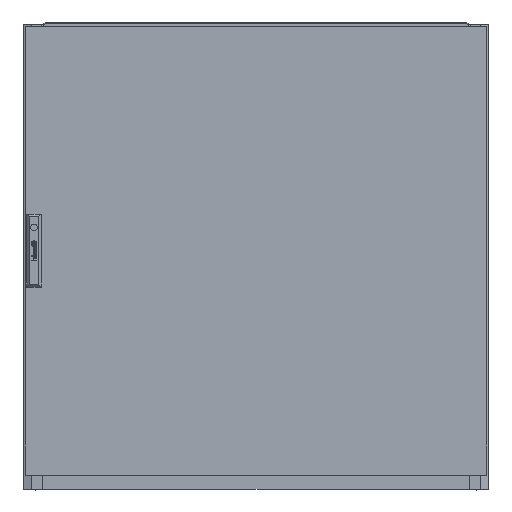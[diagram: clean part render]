
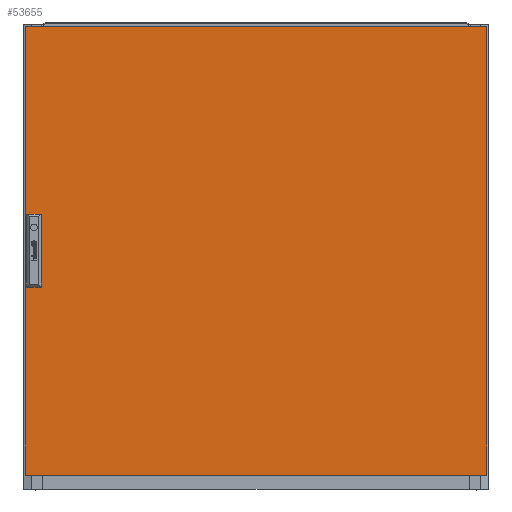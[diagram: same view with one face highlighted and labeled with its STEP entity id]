
A CAD part, top view. The second image highlights one B-rep face of the part: STEP entity #53655.
In plain terms, the highlighted planar face has unit normal (0, 0, 1).
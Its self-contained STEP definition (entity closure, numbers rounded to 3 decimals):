
#757 = FACE_OUTER_BOUND ( 'NONE', #2572, .T. ) ;
#2572 = EDGE_LOOP ( 'NONE', ( #4242, #101950, #3141, #96508 ) ) ;
#3141 = ORIENTED_EDGE ( 'NONE', *, *, #27123, .T. ) ;
#3992 = VECTOR ( 'NONE', #47439, 1000. ) ;
#4242 = ORIENTED_EDGE ( 'NONE', *, *, #68196, .T. ) ;
#5079 = VECTOR ( 'NONE', #65426, 1000. ) ;
#5431 = VECTOR ( 'NONE', #55032, 1000. ) ;
#5782 = CARTESIAN_POINT ( 'NONE',  ( 497., 483.5, 0. ) ) ;
#7486 = CARTESIAN_POINT ( 'NONE',  ( -463., 78.5, 0. ) ) ;
#7752 = CARTESIAN_POINT ( 'NONE',  ( 497., -483.5, 0. ) ) ;
#9700 = PLANE ( 'NONE',  #57428 ) ;
#10400 = CARTESIAN_POINT ( 'NONE',  ( -463., -78.5, 0. ) ) ;
#10402 = CARTESIAN_POINT ( 'NONE',  ( -493.4, 78.5, 0. ) ) ;
#10695 = ORIENTED_EDGE ( 'NONE', *, *, #88292, .F. ) ;
#17336 = ORIENTED_EDGE ( 'NONE', *, *, #52604, .F. ) ;
#18898 = DIRECTION ( 'NONE',  ( 1., 0., 0. ) ) ;
#19248 = CARTESIAN_POINT ( 'NONE',  ( -493.4, -78.5, 0. ) ) ;
#20728 = DIRECTION ( 'NONE',  ( 1., 0., 0. ) ) ;
#22339 = LINE ( 'NONE', #27258, #86918 ) ;
#23761 = LINE ( 'NONE', #106390, #3992 ) ;
#26664 = DIRECTION ( 'NONE',  ( 1., 0., 0. ) ) ;
#26675 = CARTESIAN_POINT ( 'NONE',  ( -497., -483.5, 0. ) ) ;
#27123 = EDGE_CURVE ( 'NONE', #75401, #72122, #58102, .T. ) ;
#27258 = CARTESIAN_POINT ( 'NONE',  ( -493.4, -78.5, 0. ) ) ;
#27492 = CARTESIAN_POINT ( 'NONE',  ( 497., 483.5, 0. ) ) ;
#27690 = VERTEX_POINT ( 'NONE', #7486 ) ;
#27822 = LINE ( 'NONE', #29273, #5431 ) ;
#29273 = CARTESIAN_POINT ( 'NONE',  ( -463., 0., 0. ) ) ;
#31946 = VERTEX_POINT ( 'NONE', #7752 ) ;
#32303 = LINE ( 'NONE', #49282, #69252 ) ;
#32858 = LINE ( 'NONE', #10402, #102734 ) ;
#38009 = EDGE_CURVE ( 'NONE', #61557, #75401, #32303, .T. ) ;
#44632 = EDGE_CURVE ( 'NONE', #72122, #31946, #73659, .T. ) ;
#47439 = DIRECTION ( 'NONE',  ( 0., -1., 0. ) ) ;
#48820 = DIRECTION ( 'NONE',  ( 0., -1., 0. ) ) ;
#49282 = CARTESIAN_POINT ( 'NONE',  ( -497., 483.5, 0. ) ) ;
#51237 = VECTOR ( 'NONE', #20728, 1000. ) ;
#51863 = EDGE_CURVE ( 'NONE', #27690, #60458, #27822, .T. ) ;
#52604 = EDGE_CURVE ( 'NONE', #104006, #60458, #22339, .T. ) ;
#53340 = DIRECTION ( 'NONE',  ( 1., 0., 0. ) ) ;
#53655 = ADVANCED_FACE ( 'NONE', ( #87652, #757 ), #9700, .T. ) ;
#54193 = CARTESIAN_POINT ( 'NONE',  ( -497., -483.5, 0. ) ) ;
#55032 = DIRECTION ( 'NONE',  ( 0., -1., 0. ) ) ;
#57428 = AXIS2_PLACEMENT_3D ( 'NONE', #85198, #77081, #26664 ) ;
#57787 = DIRECTION ( 'NONE',  ( -1., 0., 0. ) ) ;
#58102 = LINE ( 'NONE', #108132, #102911 ) ;
#60458 = VERTEX_POINT ( 'NONE', #10400 ) ;
#61557 = VERTEX_POINT ( 'NONE', #27492 ) ;
#65426 = DIRECTION ( 'NONE',  ( 0., 1., 0. ) ) ;
#68196 = EDGE_CURVE ( 'NONE', #31946, #61557, #94633, .T. ) ;
#69252 = VECTOR ( 'NONE', #57787, 1000. ) ;
#72122 = VERTEX_POINT ( 'NONE', #26675 ) ;
#73659 = LINE ( 'NONE', #54193, #51237 ) ;
#75401 = VERTEX_POINT ( 'NONE', #87619 ) ;
#77081 = DIRECTION ( 'NONE',  ( 0., 0., 1. ) ) ;
#80779 = EDGE_LOOP ( 'NONE', ( #106539, #108175, #17336, #10695 ) ) ;
#81425 = CARTESIAN_POINT ( 'NONE',  ( -493.4, 78.5, 0. ) ) ;
#85198 = CARTESIAN_POINT ( 'NONE',  ( 0., 0., 0. ) ) ;
#86135 = EDGE_CURVE ( 'NONE', #86401, #27690, #32858, .T. ) ;
#86401 = VERTEX_POINT ( 'NONE', #81425 ) ;
#86918 = VECTOR ( 'NONE', #53340, 1000. ) ;
#87619 = CARTESIAN_POINT ( 'NONE',  ( -497., 483.5, 0. ) ) ;
#87652 = FACE_BOUND ( 'NONE', #80779, .T. ) ;
#88292 = EDGE_CURVE ( 'NONE', #86401, #104006, #23761, .T. ) ;
#94633 = LINE ( 'NONE', #5782, #5079 ) ;
#96508 = ORIENTED_EDGE ( 'NONE', *, *, #44632, .T. ) ;
#101950 = ORIENTED_EDGE ( 'NONE', *, *, #38009, .T. ) ;
#102734 = VECTOR ( 'NONE', #18898, 1000. ) ;
#102911 = VECTOR ( 'NONE', #48820, 1000. ) ;
#104006 = VERTEX_POINT ( 'NONE', #19248 ) ;
#106390 = CARTESIAN_POINT ( 'NONE',  ( -493.4, 0., 0. ) ) ;
#106539 = ORIENTED_EDGE ( 'NONE', *, *, #86135, .T. ) ;
#108132 = CARTESIAN_POINT ( 'NONE',  ( -497., 483.5, 0. ) ) ;
#108175 = ORIENTED_EDGE ( 'NONE', *, *, #51863, .T. ) ;
